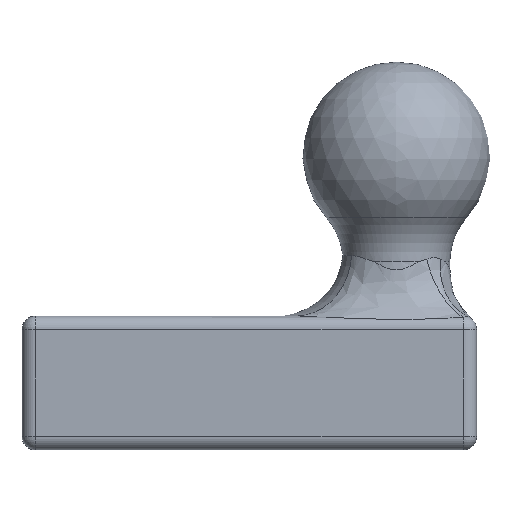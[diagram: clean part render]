
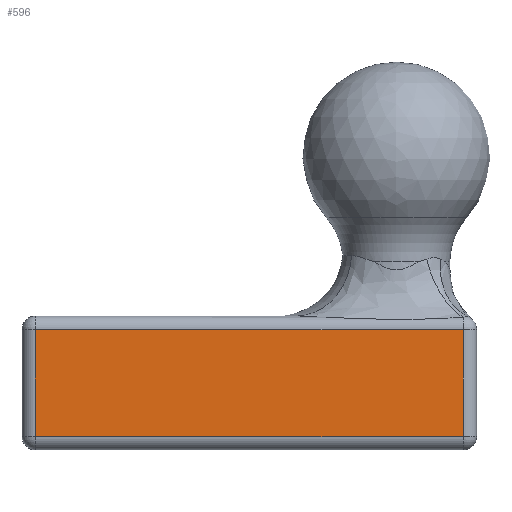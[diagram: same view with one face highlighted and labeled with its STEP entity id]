
A CAD part, left-side view. The second image highlights one B-rep face of the part: STEP entity #596.
In plain terms, the highlighted planar face has unit normal (-1, 0, 0).
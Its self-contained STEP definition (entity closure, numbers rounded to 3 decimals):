
#23=PLANE('',#697);
#25=LINE('',#1244,#49);
#38=LINE('',#1342,#62);
#42=LINE('',#1355,#66);
#46=LINE('',#1362,#70);
#49=VECTOR('',#757,10.);
#62=VECTOR('',#846,10.);
#66=VECTOR('',#864,10.);
#70=VECTOR('',#874,10.);
#142=FACE_OUTER_BOUND('',#184,.T.);
#184=EDGE_LOOP('',(#549,#550,#551,#552));
#269=VERTEX_POINT('',#1234);
#272=VERTEX_POINT('',#1242);
#285=VERTEX_POINT('',#1307);
#290=VERTEX_POINT('',#1329);
#332=EDGE_CURVE('',#272,#269,#25,.T.);
#368=EDGE_CURVE('',#285,#272,#38,.T.);
#375=EDGE_CURVE('',#269,#290,#42,.T.);
#379=EDGE_CURVE('',#290,#285,#46,.T.);
#549=ORIENTED_EDGE('',*,*,#375,.F.);
#550=ORIENTED_EDGE('',*,*,#332,.F.);
#551=ORIENTED_EDGE('',*,*,#368,.F.);
#552=ORIENTED_EDGE('',*,*,#379,.F.);
#596=ADVANCED_FACE('',(#142),#23,.T.);
#697=AXIS2_PLACEMENT_3D('',#1368,#884,#885);
#757=DIRECTION('',(0.,-1.,0.));
#846=DIRECTION('',(0.,0.,1.));
#864=DIRECTION('',(0.,0.,-1.));
#874=DIRECTION('',(0.,1.,0.));
#884=DIRECTION('center_axis',(-1.,0.,0.));
#885=DIRECTION('ref_axis',(0.,-1.,0.));
#1234=CARTESIAN_POINT('',(0.,1.,9.));
#1242=CARTESIAN_POINT('',(0.,33.,9.));
#1244=CARTESIAN_POINT('',(0.,25.5,9.));
#1307=CARTESIAN_POINT('',(0.,33.,1.));
#1329=CARTESIAN_POINT('',(0.,1.,1.));
#1342=CARTESIAN_POINT('',(0.,33.,0.));
#1355=CARTESIAN_POINT('',(0.,1.,0.));
#1362=CARTESIAN_POINT('',(0.,25.5,1.));
#1368=CARTESIAN_POINT('Origin',(0.,34.,0.));
